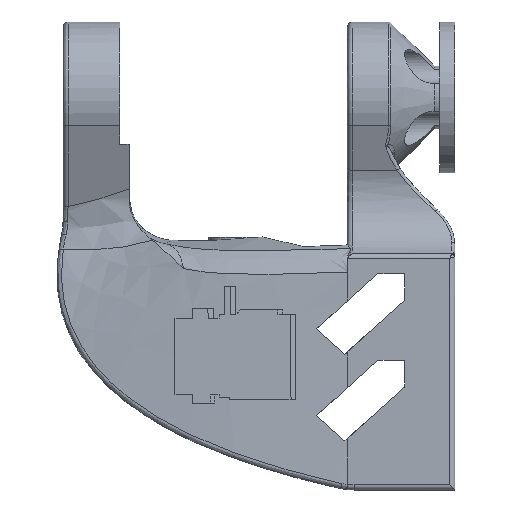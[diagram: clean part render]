
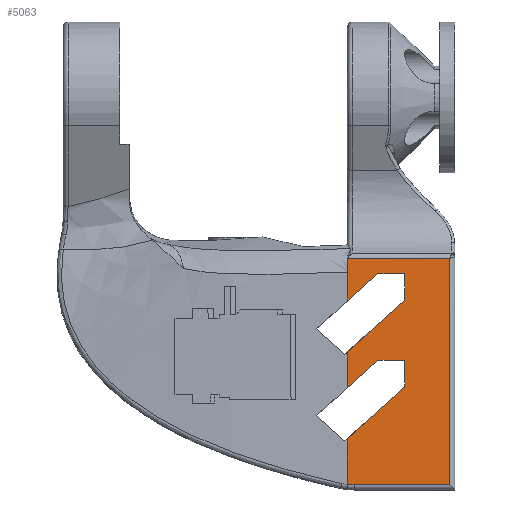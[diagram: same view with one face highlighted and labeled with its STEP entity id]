
A CAD part, front view. The second image highlights one B-rep face of the part: STEP entity #5063.
In plain terms, the highlighted planar face has unit normal (0, -1, 0).
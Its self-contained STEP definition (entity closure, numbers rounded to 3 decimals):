
#73=ELLIPSE('',#5426,0.863,0.8);
#74=ELLIPSE('',#5427,1.359,0.263);
#203=LINE('',#6956,#592);
#205=LINE('',#7026,#594);
#206=LINE('',#7047,#595);
#207=LINE('',#7067,#596);
#357=LINE('',#8769,#746);
#358=LINE('',#8772,#747);
#359=LINE('',#8774,#748);
#360=LINE('',#8776,#749);
#361=LINE('',#8777,#750);
#362=LINE('',#8779,#751);
#363=LINE('',#8781,#752);
#364=LINE('',#8783,#753);
#365=LINE('',#8784,#754);
#366=LINE('',#8790,#755);
#367=LINE('',#8791,#756);
#592=VECTOR('',#5739,1.839);
#594=VECTOR('',#5743,7.298);
#595=VECTOR('',#5744,5.717);
#596=VECTOR('',#5745,4.606);
#746=VECTOR('',#6097,16.242);
#747=VECTOR('',#6100,6.528);
#748=VECTOR('',#6101,4.248);
#749=VECTOR('',#6102,4.248);
#750=VECTOR('',#6103,12.245);
#751=VECTOR('',#6104,6.528);
#752=VECTOR('',#6105,4.248);
#753=VECTOR('',#6106,4.248);
#754=VECTOR('',#6107,12.245);
#755=VECTOR('',#6112,15.227);
#756=VECTOR('',#6113,36.);
#1006=PLANE('',#5425);
#1169=FACE_OUTER_BOUND('',#1477,.T.);
#1477=EDGE_LOOP('',(#3770,#3771,#3772,#3773,#3774,#3775,#3776,#3777,#3778,
#3779,#3780,#3781,#3782,#3783,#3784,#3785,#3786,#3787));
#1797=CIRCLE('',#5428,9.191);
#2119=VERTEX_POINT('',#6954);
#2120=VERTEX_POINT('',#6955);
#2124=VERTEX_POINT('',#7023);
#2125=VERTEX_POINT('',#7025);
#2128=VERTEX_POINT('',#7039);
#2129=VERTEX_POINT('',#7046);
#2132=VERTEX_POINT('',#7060);
#2368=VERTEX_POINT('',#8767);
#2369=VERTEX_POINT('',#8768);
#2370=VERTEX_POINT('',#8771);
#2371=VERTEX_POINT('',#8773);
#2372=VERTEX_POINT('',#8775);
#2373=VERTEX_POINT('',#8778);
#2374=VERTEX_POINT('',#8780);
#2375=VERTEX_POINT('',#8782);
#2376=VERTEX_POINT('',#8785);
#2377=VERTEX_POINT('',#8787);
#2378=VERTEX_POINT('',#8789);
#2628=EDGE_CURVE('',#2119,#2120,#203,.F.);
#2633=EDGE_CURVE('',#2125,#2124,#205,.F.);
#2637=EDGE_CURVE('',#2129,#2128,#206,.F.);
#2641=EDGE_CURVE('',#2120,#2132,#207,.F.);
#2917=EDGE_CURVE('',#2368,#2369,#357,.T.);
#2918=EDGE_CURVE('',#2369,#2119,#73,.F.);
#2919=EDGE_CURVE('',#2132,#2370,#358,.T.);
#2920=EDGE_CURVE('',#2370,#2371,#359,.T.);
#2921=EDGE_CURVE('',#2371,#2372,#360,.T.);
#2922=EDGE_CURVE('',#2372,#2129,#361,.T.);
#2923=EDGE_CURVE('',#2128,#2373,#362,.T.);
#2924=EDGE_CURVE('',#2373,#2374,#363,.T.);
#2925=EDGE_CURVE('',#2374,#2375,#364,.T.);
#2926=EDGE_CURVE('',#2375,#2125,#365,.T.);
#2927=EDGE_CURVE('',#2124,#2376,#74,.T.);
#2928=EDGE_CURVE('',#2376,#2377,#1797,.T.);
#2929=EDGE_CURVE('',#2377,#2378,#366,.F.);
#2930=EDGE_CURVE('',#2378,#2368,#367,.F.);
#3770=ORIENTED_EDGE('',*,*,#2917,.T.);
#3771=ORIENTED_EDGE('',*,*,#2918,.T.);
#3772=ORIENTED_EDGE('',*,*,#2628,.T.);
#3773=ORIENTED_EDGE('',*,*,#2641,.T.);
#3774=ORIENTED_EDGE('',*,*,#2919,.T.);
#3775=ORIENTED_EDGE('',*,*,#2920,.T.);
#3776=ORIENTED_EDGE('',*,*,#2921,.T.);
#3777=ORIENTED_EDGE('',*,*,#2922,.T.);
#3778=ORIENTED_EDGE('',*,*,#2637,.T.);
#3779=ORIENTED_EDGE('',*,*,#2923,.T.);
#3780=ORIENTED_EDGE('',*,*,#2924,.T.);
#3781=ORIENTED_EDGE('',*,*,#2925,.T.);
#3782=ORIENTED_EDGE('',*,*,#2926,.T.);
#3783=ORIENTED_EDGE('',*,*,#2633,.T.);
#3784=ORIENTED_EDGE('',*,*,#2927,.T.);
#3785=ORIENTED_EDGE('',*,*,#2928,.T.);
#3786=ORIENTED_EDGE('',*,*,#2929,.T.);
#3787=ORIENTED_EDGE('',*,*,#2930,.T.);
#5063=ADVANCED_FACE('',(#1169),#1006,.F.);
#5425=AXIS2_PLACEMENT_3D('',#8766,#6095,#6096);
#5426=AXIS2_PLACEMENT_3D('',#8770,#6098,#6099);
#5427=AXIS2_PLACEMENT_3D('',#8786,#6108,#6109);
#5428=AXIS2_PLACEMENT_3D('',#8788,#6110,#6111);
#5739=DIRECTION('',(0.,0.,1.));
#5743=DIRECTION('',(0.,0.,1.));
#5744=DIRECTION('',(0.,0.,1.));
#5745=DIRECTION('',(0.,0.,1.));
#6095=DIRECTION('center_axis',(0.,1.,0.));
#6096=DIRECTION('ref_axis',(0.,0.,1.));
#6097=DIRECTION('',(-1.,0.,0.));
#6098=DIRECTION('center_axis',(0.,1.,0.));
#6099=DIRECTION('ref_axis',(0.,0.,-1.));
#6100=DIRECTION('',(0.743,0.,0.669));
#6101=DIRECTION('',(1.,0.,0.));
#6102=DIRECTION('',(0.,0.,-1.));
#6103=DIRECTION('',(-0.743,0.,-0.669));
#6104=DIRECTION('',(0.743,0.,0.669));
#6105=DIRECTION('',(1.,0.,0.));
#6106=DIRECTION('',(0.,0.,-1.));
#6107=DIRECTION('',(-0.743,0.,-0.669));
#6108=DIRECTION('center_axis',(0.,1.,0.));
#6109=DIRECTION('ref_axis',(0.993,0.,-0.121));
#6110=DIRECTION('center_axis',(0.,-1.,0.));
#6111=DIRECTION('ref_axis',(0.,0.,-1.));
#6112=DIRECTION('',(-1.,0.,0.));
#6113=DIRECTION('',(0.,0.,-1.));
#6954=CARTESIAN_POINT('',(18.1,-15.,2.077));
#6955=CARTESIAN_POINT('',(18.1,-15.,0.238));
#6956=CARTESIAN_POINT('',(18.1,-15.,0.238));
#7023=CARTESIAN_POINT('',(18.1,-15.,-33.531));
#7025=CARTESIAN_POINT('',(18.1,-15.,-26.233));
#7026=CARTESIAN_POINT('',(18.1,-15.,-33.531));
#7039=CARTESIAN_POINT('',(18.1,-15.,-18.159));
#7046=CARTESIAN_POINT('',(18.1,-15.,-12.442));
#7047=CARTESIAN_POINT('',(18.1,-15.,-18.159));
#7060=CARTESIAN_POINT('',(18.1,-15.,-4.368));
#7067=CARTESIAN_POINT('',(18.1,-15.,-4.368));
#8766=CARTESIAN_POINT('Origin',(35.2,-15.,-34.4));
#8767=CARTESIAN_POINT('',(34.4,-15.,2.4));
#8768=CARTESIAN_POINT('',(18.158,-15.,2.4));
#8769=CARTESIAN_POINT('',(34.4,-15.,2.4));
#8770=CARTESIAN_POINT('Origin',(18.9,-15.,2.077));
#8771=CARTESIAN_POINT('',(22.952,-15.,0.));
#8772=CARTESIAN_POINT('',(18.1,-15.,-4.368));
#8773=CARTESIAN_POINT('',(27.2,-15.,0.));
#8774=CARTESIAN_POINT('',(22.952,-15.,0.));
#8775=CARTESIAN_POINT('',(27.2,-15.,-4.248));
#8776=CARTESIAN_POINT('',(27.2,-15.,0.));
#8777=CARTESIAN_POINT('',(27.2,-15.,-4.248));
#8778=CARTESIAN_POINT('',(22.952,-15.,-13.791));
#8779=CARTESIAN_POINT('',(18.1,-15.,-18.159));
#8780=CARTESIAN_POINT('',(27.2,-15.,-13.791));
#8781=CARTESIAN_POINT('',(22.952,-15.,-13.791));
#8782=CARTESIAN_POINT('',(27.2,-15.,-18.039));
#8783=CARTESIAN_POINT('',(27.2,-15.,-13.791));
#8784=CARTESIAN_POINT('',(27.2,-15.,-18.039));
#8785=CARTESIAN_POINT('',(18.1,-15.,-33.537));
#8786=CARTESIAN_POINT('Origin',(16.751,-15.,-33.373));
#8787=CARTESIAN_POINT('',(19.173,-15.,-33.6));
#8788=CARTESIAN_POINT('Origin',(19.173,-15.,-24.409));
#8789=CARTESIAN_POINT('',(34.4,-15.,-33.6));
#8790=CARTESIAN_POINT('',(34.4,-15.,-33.6));
#8791=CARTESIAN_POINT('',(34.4,-15.,2.4));
